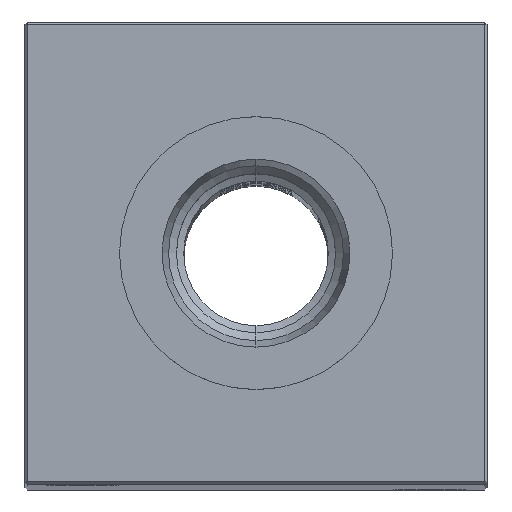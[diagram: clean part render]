
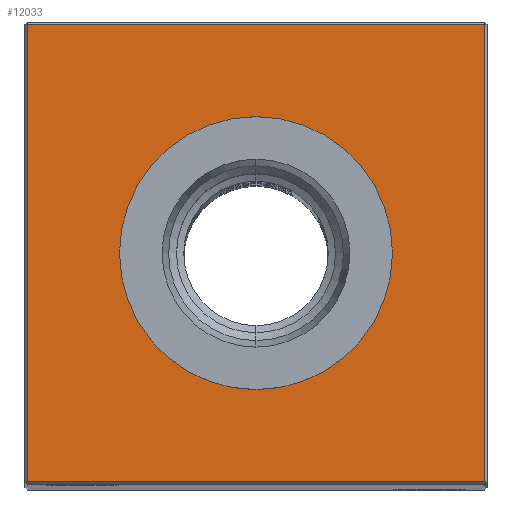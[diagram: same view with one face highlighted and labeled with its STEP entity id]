
A CAD part, top view. The second image highlights one B-rep face of the part: STEP entity #12033.
In plain terms, the highlighted planar face has unit normal (0, 0, 1).
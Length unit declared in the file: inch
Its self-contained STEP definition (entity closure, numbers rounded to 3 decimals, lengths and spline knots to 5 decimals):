
#18 = AXIS2_PLACEMENT_3D ( 'NONE', #27961, #11944, #18467 ) ;
#736 = ORIENTED_EDGE ( 'NONE', *, *, #4972, .T. ) ;
#851 = CARTESIAN_POINT ( 'NONE',  ( 0.99, 0., 14.25 ) ) ;
#997 = DIRECTION ( 'NONE',  ( -1., 0., 0. ) ) ;
#2005 = VERTEX_POINT ( 'NONE', #16764 ) ;
#2778 = FACE_OUTER_BOUND ( 'NONE', #28730, .T. ) ;
#2954 = DIRECTION ( 'NONE',  ( 0., 0., -1. ) ) ;
#3196 = DIRECTION ( 'NONE',  ( -1., 0., 0. ) ) ;
#3350 = CARTESIAN_POINT ( 'NONE',  ( 0., 0.59055, 14.25 ) ) ;
#3403 = CARTESIAN_POINT ( 'NONE',  ( 0., 0., 14.25 ) ) ;
#3861 = VECTOR ( 'NONE', #7937, 39.37008 ) ;
#4182 = CARTESIAN_POINT ( 'NONE',  ( -0.99, -0.99, 14.25 ) ) ;
#4596 = DIRECTION ( 'NONE',  ( 0., 0., -1. ) ) ;
#4972 = EDGE_CURVE ( 'NONE', #8160, #14043, #21588, .T. ) ;
#5595 = VERTEX_POINT ( 'NONE', #21992 ) ;
#5655 = LINE ( 'NONE', #14856, #17998 ) ;
#6785 = ORIENTED_EDGE ( 'NONE', *, *, #24917, .T. ) ;
#7747 = CARTESIAN_POINT ( 'NONE',  ( -0.99, 0., 14.25 ) ) ;
#7778 = DIRECTION ( 'NONE',  ( 1., 0., 0. ) ) ;
#7937 = DIRECTION ( 'NONE',  ( 0., 1., 0. ) ) ;
#8160 = VERTEX_POINT ( 'NONE', #16273 ) ;
#8960 = CARTESIAN_POINT ( 'NONE',  ( 0., 0., 14.25 ) ) ;
#10919 = ORIENTED_EDGE ( 'NONE', *, *, #17167, .T. ) ;
#11944 = DIRECTION ( 'NONE',  ( 0., 0., -1. ) ) ;
#12033 = ADVANCED_FACE ( 'NONE', ( #2778, #23583 ), #16645, .F. ) ;
#14043 = VERTEX_POINT ( 'NONE', #3350 ) ;
#14067 = DIRECTION ( 'NONE',  ( -1., 0., 0. ) ) ;
#14678 = LINE ( 'NONE', #7747, #22788 ) ;
#14856 = CARTESIAN_POINT ( 'NONE',  ( 0., -0.99, 14.25 ) ) ;
#15328 = AXIS2_PLACEMENT_3D ( 'NONE', #8960, #4596, #14067 ) ;
#15502 = VERTEX_POINT ( 'NONE', #29357 ) ;
#16261 = VERTEX_POINT ( 'NONE', #4182 ) ;
#16273 = CARTESIAN_POINT ( 'NONE',  ( 0., -0.59055, 14.25 ) ) ;
#16645 = PLANE ( 'NONE',  #18 ) ;
#16764 = CARTESIAN_POINT ( 'NONE',  ( 0.99, -0.99, 14.25 ) ) ;
#17167 = EDGE_CURVE ( 'NONE', #2005, #5595, #21497, .T. ) ;
#17998 = VECTOR ( 'NONE', #7778, 39.37008 ) ;
#18467 = DIRECTION ( 'NONE',  ( -1., 0., 0. ) ) ;
#19234 = ORIENTED_EDGE ( 'NONE', *, *, #22357, .T. ) ;
#19502 = DIRECTION ( 'NONE',  ( 0., -1., 0. ) ) ;
#21285 = LINE ( 'NONE', #21439, #25266 ) ;
#21439 = CARTESIAN_POINT ( 'NONE',  ( 0., 0.99, 14.25 ) ) ;
#21497 = LINE ( 'NONE', #851, #3861 ) ;
#21588 = CIRCLE ( 'NONE', #15328, 0.59055 ) ;
#21605 = ORIENTED_EDGE ( 'NONE', *, *, #24566, .T. ) ;
#21992 = CARTESIAN_POINT ( 'NONE',  ( 0.99, 0.99, 14.25 ) ) ;
#22357 = EDGE_CURVE ( 'NONE', #15502, #16261, #14678, .T. ) ;
#22788 = VECTOR ( 'NONE', #19502, 39.37008 ) ;
#23583 = FACE_BOUND ( 'NONE', #29464, .T. ) ;
#24270 = AXIS2_PLACEMENT_3D ( 'NONE', #3403, #2954, #997 ) ;
#24566 = EDGE_CURVE ( 'NONE', #14043, #8160, #24766, .T. ) ;
#24646 = EDGE_CURVE ( 'NONE', #16261, #2005, #5655, .T. ) ;
#24766 = CIRCLE ( 'NONE', #24270, 0.59055 ) ;
#24917 = EDGE_CURVE ( 'NONE', #5595, #15502, #21285, .T. ) ;
#25266 = VECTOR ( 'NONE', #3196, 39.37008 ) ;
#26741 = ORIENTED_EDGE ( 'NONE', *, *, #24646, .T. ) ;
#27961 = CARTESIAN_POINT ( 'NONE',  ( 0., 0., 14.25 ) ) ;
#28730 = EDGE_LOOP ( 'NONE', ( #19234, #26741, #10919, #6785 ) ) ;
#29357 = CARTESIAN_POINT ( 'NONE',  ( -0.99, 0.99, 14.25 ) ) ;
#29464 = EDGE_LOOP ( 'NONE', ( #21605, #736 ) ) ;
